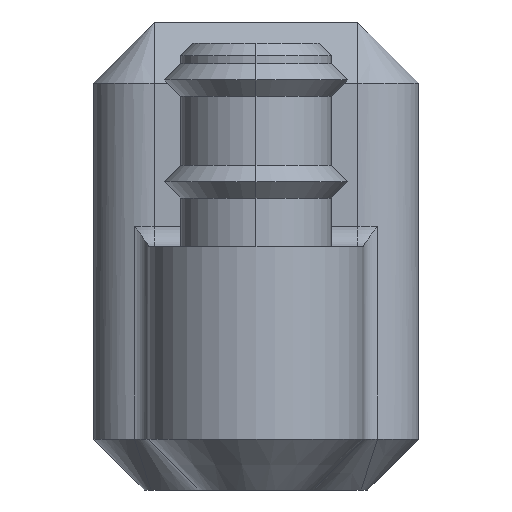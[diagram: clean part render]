
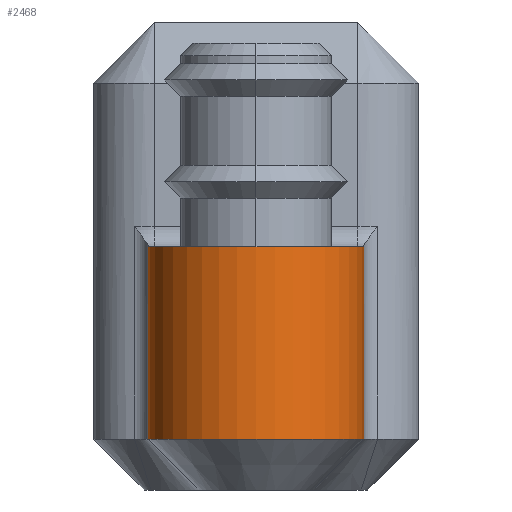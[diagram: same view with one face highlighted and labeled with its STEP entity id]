
A CAD part, left-side view. The second image highlights one B-rep face of the part: STEP entity #2468.
In plain terms, the highlighted cylindrical face has radius 5.3 mm (diameter 10.6 mm), a partial arc.
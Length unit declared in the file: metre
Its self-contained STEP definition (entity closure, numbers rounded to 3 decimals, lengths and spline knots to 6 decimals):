
#138=CYLINDRICAL_SURFACE('',#2702,0.0053);
#235=LINE('',#4016,#415);
#236=LINE('',#4021,#416);
#415=VECTOR('',#3174,1.);
#416=VECTOR('',#3177,1.);
#679=ORIENTED_EDGE('',*,*,#1413,.F.);
#680=ORIENTED_EDGE('',*,*,#1414,.T.);
#681=ORIENTED_EDGE('',*,*,#1415,.T.);
#682=ORIENTED_EDGE('',*,*,#1416,.F.);
#1413=EDGE_CURVE('',#1766,#1767,#235,.T.);
#1414=EDGE_CURVE('',#1766,#1768,#1950,.T.);
#1415=EDGE_CURVE('',#1768,#1769,#236,.T.);
#1416=EDGE_CURVE('',#1767,#1769,#1951,.T.);
#1766=VERTEX_POINT('',#4017);
#1767=VERTEX_POINT('',#4018);
#1768=VERTEX_POINT('',#4020);
#1769=VERTEX_POINT('',#4022);
#1950=CIRCLE('',#2703,0.0053);
#1951=CIRCLE('',#2704,0.0053);
#2083=EDGE_LOOP('',(#679,#680,#681,#682));
#2255=FACE_BOUND('',#2083,.T.);
#2468=ADVANCED_FACE('',(#2255),#138,.T.);
#2702=AXIS2_PLACEMENT_3D('',#4015,#3172,#3173);
#2703=AXIS2_PLACEMENT_3D('',#4019,#3175,#3176);
#2704=AXIS2_PLACEMENT_3D('',#4023,#3178,#3179);
#3172=DIRECTION('',(0.,0.,1.));
#3173=DIRECTION('',(1.,0.,0.));
#3174=DIRECTION('',(0.,0.,1.));
#3175=DIRECTION('',(0.,0.,1.));
#3176=DIRECTION('',(1.,0.,0.));
#3177=DIRECTION('',(0.,0.,1.));
#3178=DIRECTION('',(0.,0.,1.));
#3179=DIRECTION('',(1.,0.,0.));
#4015=CARTESIAN_POINT('',(-0.02245,0.,0.01185));
#4016=CARTESIAN_POINT('',(-0.02245,0.0053,0.01185));
#4017=CARTESIAN_POINT('',(-0.02245,0.0053,0.0025));
#4018=CARTESIAN_POINT('',(-0.02245,0.0053,0.01195));
#4019=CARTESIAN_POINT('',(-0.02245,0.,0.0025));
#4020=CARTESIAN_POINT('',(-0.02245,-0.0053,0.0025));
#4021=CARTESIAN_POINT('',(-0.02245,-0.0053,0.01185));
#4022=CARTESIAN_POINT('',(-0.02245,-0.0053,0.01195));
#4023=CARTESIAN_POINT('',(-0.02245,0.,0.01195));
